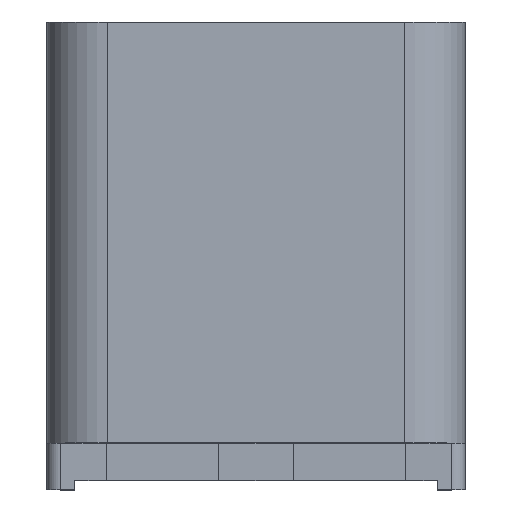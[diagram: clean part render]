
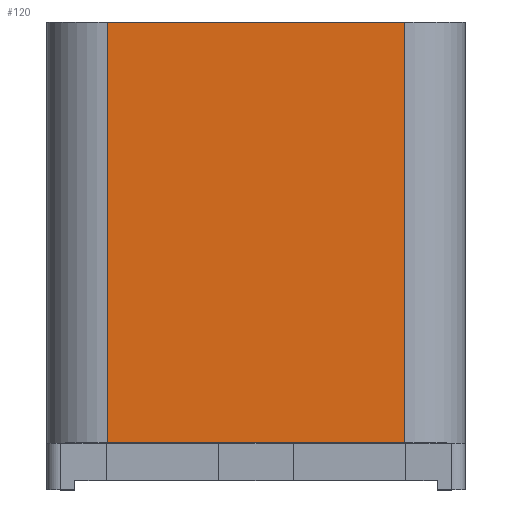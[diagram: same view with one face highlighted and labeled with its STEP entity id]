
A CAD part, top view. The second image highlights one B-rep face of the part: STEP entity #120.
In plain terms, the highlighted face is planar.
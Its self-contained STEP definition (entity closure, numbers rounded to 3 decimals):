
#16 = ORIENTED_EDGE ( 'NONE', *, *, #1116, .F. ) ;
#78 = CARTESIAN_POINT ( 'NONE',  ( -3.175, 9., -1.58 ) ) ;
#96 = LINE ( 'NONE', #2203, #1581 ) ;
#97 = DIRECTION ( 'NONE',  ( -1., 0., 0. ) ) ;
#120 = ADVANCED_FACE ( 'NONE', ( #436 ), #2182, .F. ) ;
#246 = LINE ( 'NONE', #1984, #786 ) ;
#432 = LINE ( 'NONE', #1496, #559 ) ;
#436 = FACE_OUTER_BOUND ( 'NONE', #491, .T. ) ;
#489 = CARTESIAN_POINT ( 'NONE',  ( 3.175, 9., -1.58 ) ) ;
#491 = EDGE_LOOP ( 'NONE', ( #2058, #16, #1525, #1041 ) ) ;
#559 = VECTOR ( 'NONE', #1325, 1000. ) ;
#631 = CARTESIAN_POINT ( 'NONE',  ( 3.175, 0., -1.58 ) ) ;
#786 = VECTOR ( 'NONE', #810, 1000. ) ;
#810 = DIRECTION ( 'NONE',  ( 1., 0., 0. ) ) ;
#843 = VERTEX_POINT ( 'NONE', #489 ) ;
#856 = EDGE_CURVE ( 'NONE', #1219, #1448, #1846, .T. ) ;
#1009 = DIRECTION ( 'NONE',  ( 1., 0., 0. ) ) ;
#1018 = CARTESIAN_POINT ( 'NONE',  ( -3.175, 0., -1.58 ) ) ;
#1041 = ORIENTED_EDGE ( 'NONE', *, *, #1396, .T. ) ;
#1106 = CARTESIAN_POINT ( 'NONE',  ( -3.175, 0., -1.58 ) ) ;
#1116 = EDGE_CURVE ( 'NONE', #1818, #1219, #96, .T. ) ;
#1139 = CARTESIAN_POINT ( 'NONE',  ( -3.175, 9., -1.58 ) ) ;
#1192 = AXIS2_PLACEMENT_3D ( 'NONE', #1139, #1663, #97 ) ;
#1219 = VERTEX_POINT ( 'NONE', #1106 ) ;
#1233 = VECTOR ( 'NONE', #1009, 1000. ) ;
#1325 = DIRECTION ( 'NONE',  ( 0., -1., 0. ) ) ;
#1396 = EDGE_CURVE ( 'NONE', #843, #1448, #432, .T. ) ;
#1403 = EDGE_CURVE ( 'NONE', #1818, #843, #246, .T. ) ;
#1448 = VERTEX_POINT ( 'NONE', #631 ) ;
#1496 = CARTESIAN_POINT ( 'NONE',  ( 3.175, 9., -1.58 ) ) ;
#1525 = ORIENTED_EDGE ( 'NONE', *, *, #1403, .T. ) ;
#1558 = DIRECTION ( 'NONE',  ( 0., -1., 0. ) ) ;
#1581 = VECTOR ( 'NONE', #1558, 1000. ) ;
#1663 = DIRECTION ( 'NONE',  ( 0., 0., 1. ) ) ;
#1818 = VERTEX_POINT ( 'NONE', #78 ) ;
#1846 = LINE ( 'NONE', #1018, #1233 ) ;
#1984 = CARTESIAN_POINT ( 'NONE',  ( -3.175, 9., -1.58 ) ) ;
#2058 = ORIENTED_EDGE ( 'NONE', *, *, #856, .F. ) ;
#2182 = PLANE ( 'NONE',  #1192 ) ;
#2203 = CARTESIAN_POINT ( 'NONE',  ( -3.175, 9., -1.58 ) ) ;
